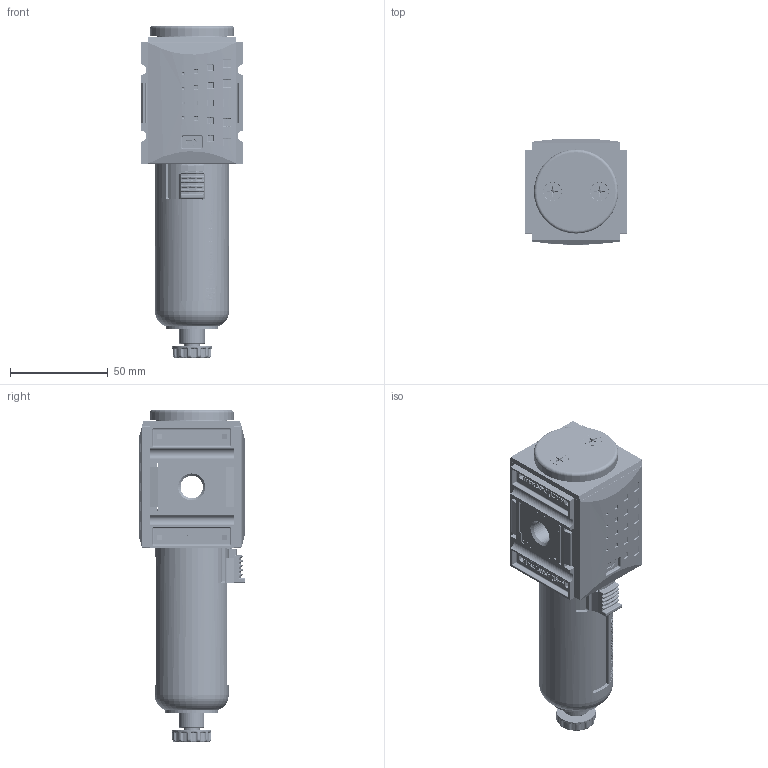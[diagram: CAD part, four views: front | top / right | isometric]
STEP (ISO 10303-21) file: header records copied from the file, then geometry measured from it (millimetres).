
FILE_DESCRIPTION((''),'2;1');
FILE_NAME('KPFI114.stp','2006-09-27T15:18:06',('DHinz'),(''),'Autodesk Inventor 10','Autodesk Inventor 10','');
FILE_SCHEMA(('AUTOMOTIVE_DESIGN { 1 0 10303 214 1 1 1 1 }'));
Length unit declared in the file: millimetre
Products named in the file (28): 10009238; 10009237_1; 10008441_1; 10007010_2; DIN 3771 7.65 x 1.78 - N - NBR 70_1; DIN 3771 7.65 x 1.78 - N - NBR 70_2; 10007667_1; 10007063; DIN 3771 4 x 1.5 - N - NBR 70; 10007684; 10004445_1; DIN EN ISO 7046-1  H  M5 x 12 - 4.8 - H; 10009241_1; 10007981; 10006621; 10006972; 10000268; 10006974; 10000269; DIN 3771 32 x 2.5 - N - NBR 70; DIN 3771 6.3 x 2 - N - NBR 70; 10008655_L4,4; 10006975; DIN 3771 16 x 2 - N - NBR 70; 10008977; 10008978; DIN EN ISO 8752 3 x 32; 10008786
Assembly tree (34 placements, depth 4):
  10009238
    10009237_1
      10008441_1
        10007010_2
      DIN 3771 7.65 x 1.78 - N - NBR 70_1
      DIN 3771 7.65 x 1.78 - N - NBR 70_2
      10007667_1
      10007063
      DIN 3771 4 x 1.5 - N - NBR 70  x2
      10007684
        10004445_1
      DIN EN ISO 7046-1  H  M5 x 12 - 4.8 - H  x2
      10009241_1
      10007981
        10006621
        10006972
        10000268
        10006974
        10000269
        DIN 3771 32 x 2.5 - N - NBR 70
        DIN 3771 6.3 x 2 - N - NBR 70
        10008655_L4,4
        10006975
    DIN 3771 16 x 2 - N - NBR 70  x2
    10008977
    10008978
    DIN EN ISO 8752 3 x 32  x4
    10008786  x2
Bounding box: 52 x 54.49 x 169.5 mm (x, y, z)
Volume: 154354.6 mm3; surface area: 127391.1 mm2
Topology: 31 solids, 32 shells, 5897 faces, 15398 edges, 9778 vertices
Faces by surface type: bspline 2170, plane 1801, cylinder 1367, torus 421, cone 109, sphere 29
Full cylindrical faces by diameter (mm): 0.2 x13, 0.25 x6, 0.34 x119, 0.4 x27, 1 x1, 1.5 x2, 2 x3, 2.2 x1, 2.4 x2, 2.5 x1, 3 x5, 3.2 x2, 4 x4, 4.509 x2, 5 x3, 6.9 x2, 7.5 x1, 7.6 x1, 8 x1, 9.3 x2, 9.5 x1, 9.73 x1, 10 x1, 13 x2, 16.6 x1, 18 x1, 20 x1, 21.6 x2, 21.8 x2, 22 x2
Entity records: 291706 total; most frequent: CARTESIAN_POINT 177075, ORIENTED_EDGE 25566, DIRECTION 19546, EDGE_CURVE 12783, VERTEX_POINT 8395, AXIS2_PLACEMENT_3D 6876, EDGE_LOOP 6136, VECTOR 5794
